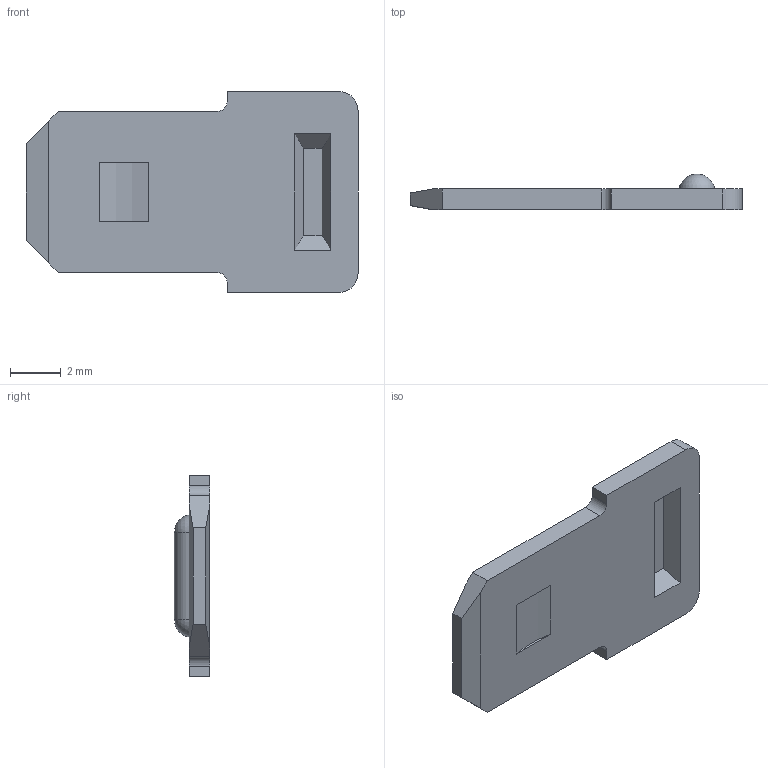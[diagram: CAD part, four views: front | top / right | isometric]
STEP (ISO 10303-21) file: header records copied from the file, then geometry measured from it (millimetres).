
FILE_DESCRIPTION (( 'STEP AP203' ), '1' );
FILE_NAME ('07901.STEP', '2015-02-18T17:10:22', ( '' ), ( '' ), 'SwSTEP 2.0', 'SolidWorks 2014', '' );
FILE_SCHEMA (( 'CONFIG_CONTROL_DESIGN' ));
Length unit declared in the file: inch
Products named in the file (1): 07901
Bounding box: 13.08 x 1.4 x 7.92 mm (x, y, z)
Volume: 71.4 mm3; surface area: 216.5 mm2
Topology: 1 solids, 1 shells, 32 faces, 82 edges, 54 vertices
Faces by surface type: plane 23, cylinder 7, sphere 2
Entity records: 1017 total; most frequent: CARTESIAN_POINT 163, DIRECTION 160, ORIENTED_EDGE 156, EDGE_CURVE 78, LINE 62, VECTOR 62, VERTEX_POINT 52, AXIS2_PLACEMENT_3D 49
